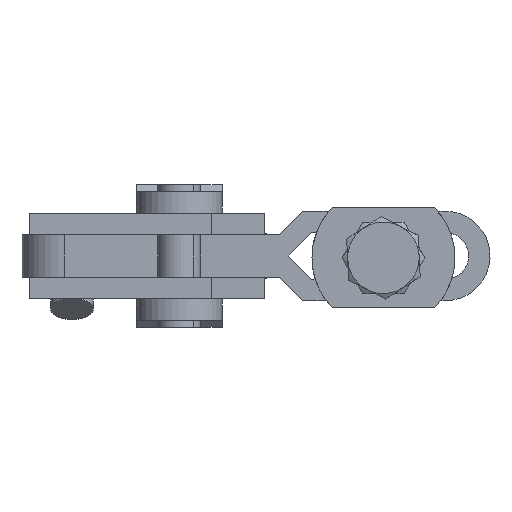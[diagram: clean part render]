
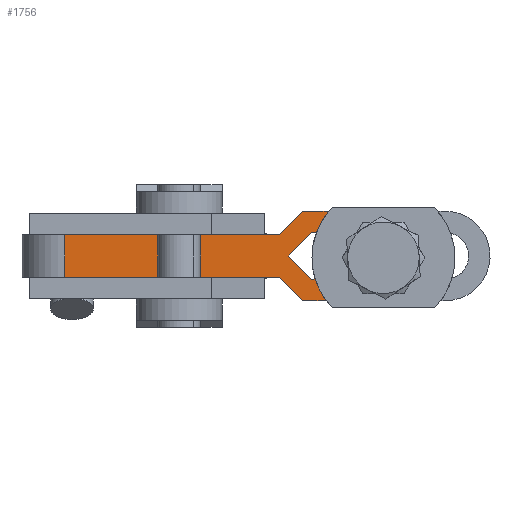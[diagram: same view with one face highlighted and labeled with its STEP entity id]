
A CAD part, front view. The second image highlights one B-rep face of the part: STEP entity #1756.
In plain terms, the highlighted planar face has unit normal (0, -1, 0).
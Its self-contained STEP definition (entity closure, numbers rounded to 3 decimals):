
#1621=AXIS2_PLACEMENT_3D('Plane Axis2P3D',#1618,#1619,#1620) ;
#1695=AXIS2_PLACEMENT_3D('Circle Axis2P3D',#1693,#1694,$) ;
#1730=AXIS2_PLACEMENT_3D('Circle Axis2P3D',#1728,#1729,$) ;
#41=CARTESIAN_POINT('Vertex',(-1072.77,528.514,-297.233)) ;
#103=CARTESIAN_POINT('Vertex',(-1065.559,528.514,-297.233)) ;
#424=CARTESIAN_POINT('Line Origine',(-1070.967,528.514,-297.233)) ;
#428=CARTESIAN_POINT('Vertex',(-1069.165,528.514,-297.233)) ;
#511=CARTESIAN_POINT('Line Origine',(-1061.362,528.514,-297.233)) ;
#515=CARTESIAN_POINT('Vertex',(-1057.165,528.514,-297.233)) ;
#555=CARTESIAN_POINT('Vertex',(-1085.165,528.514,-297.233)) ;
#558=CARTESIAN_POINT('Line Origine',(-1078.967,528.514,-297.233)) ;
#646=CARTESIAN_POINT('Line Origine',(-1056.161,528.514,-297.233)) ;
#650=CARTESIAN_POINT('Vertex',(-1055.157,528.514,-297.233)) ;
#686=CARTESIAN_POINT('Line Origine',(-1067.362,528.514,-297.233)) ;
#1618=CARTESIAN_POINT('Axis2P3D Location',(-1055.415,528.514,-293.983)) ;
#1623=CARTESIAN_POINT('Line Origine',(-1050.047,528.514,-293.983)) ;
#1627=CARTESIAN_POINT('Vertex',(-1051.907,528.514,-293.983)) ;
#1629=CARTESIAN_POINT('Vertex',(-1048.187,528.514,-293.983)) ;
#1632=CARTESIAN_POINT('Line Origine',(-1053.532,528.514,-295.608)) ;
#1637=CARTESIAN_POINT('Line Origine',(-1085.165,528.514,-300.233)) ;
#1641=CARTESIAN_POINT('Vertex',(-1085.165,528.514,-303.233)) ;
#1644=CARTESIAN_POINT('Line Origine',(-1078.967,528.514,-303.233)) ;
#1648=CARTESIAN_POINT('Vertex',(-1072.77,528.514,-303.233)) ;
#1651=CARTESIAN_POINT('Line Origine',(-1070.967,528.514,-303.233)) ;
#1655=CARTESIAN_POINT('Vertex',(-1069.165,528.514,-303.233)) ;
#1658=CARTESIAN_POINT('Line Origine',(-1067.362,528.514,-303.233)) ;
#1662=CARTESIAN_POINT('Vertex',(-1065.559,528.514,-303.233)) ;
#1665=CARTESIAN_POINT('Line Origine',(-1061.362,528.514,-303.233)) ;
#1669=CARTESIAN_POINT('Vertex',(-1057.165,528.514,-303.233)) ;
#1672=CARTESIAN_POINT('Line Origine',(-1056.161,528.514,-303.233)) ;
#1676=CARTESIAN_POINT('Vertex',(-1055.157,528.514,-303.233)) ;
#1679=CARTESIAN_POINT('Line Origine',(-1053.532,528.514,-304.858)) ;
#1683=CARTESIAN_POINT('Vertex',(-1051.907,528.514,-306.483)) ;
#1686=CARTESIAN_POINT('Line Origine',(-1050.247,528.514,-306.483)) ;
#1690=CARTESIAN_POINT('Vertex',(-1048.588,528.514,-306.483)) ;
#1693=CARTESIAN_POINT('Axis2P3D Location',(-1040.588,528.514,-300.483)) ;
#1697=CARTESIAN_POINT('Vertex',(-1050.127,528.514,-303.483)) ;
#1700=CARTESIAN_POINT('Line Origine',(-1050.396,528.514,-303.483)) ;
#1704=CARTESIAN_POINT('Vertex',(-1050.665,528.514,-303.483)) ;
#1707=CARTESIAN_POINT('Line Origine',(-1052.29,528.514,-301.858)) ;
#1711=CARTESIAN_POINT('Vertex',(-1053.915,528.514,-300.233)) ;
#1714=CARTESIAN_POINT('Line Origine',(-1052.29,528.514,-298.608)) ;
#1718=CARTESIAN_POINT('Vertex',(-1050.665,528.514,-296.983)) ;
#1721=CARTESIAN_POINT('Line Origine',(-1050.31,528.514,-296.983)) ;
#1725=CARTESIAN_POINT('Vertex',(-1049.955,528.514,-296.983)) ;
#1728=CARTESIAN_POINT('Axis2P3D Location',(-1040.588,528.514,-300.483)) ;
#425=DIRECTION('Vector Direction',(1.,0.,0.)) ;
#512=DIRECTION('Vector Direction',(1.,0.,0.)) ;
#559=DIRECTION('Vector Direction',(1.,0.,0.)) ;
#647=DIRECTION('Vector Direction',(1.,0.,0.)) ;
#687=DIRECTION('Vector Direction',(1.,0.,0.)) ;
#1619=DIRECTION('Axis2P3D Direction',(0.,1.,-0.)) ;
#1620=DIRECTION('Axis2P3D XDirection',(0.,0.,1.)) ;
#1624=DIRECTION('Vector Direction',(1.,0.,0.)) ;
#1633=DIRECTION('Vector Direction',(0.707,0.,0.707)) ;
#1638=DIRECTION('Vector Direction',(0.,0.,1.)) ;
#1645=DIRECTION('Vector Direction',(1.,0.,0.)) ;
#1652=DIRECTION('Vector Direction',(1.,0.,0.)) ;
#1659=DIRECTION('Vector Direction',(1.,0.,0.)) ;
#1666=DIRECTION('Vector Direction',(1.,0.,0.)) ;
#1673=DIRECTION('Vector Direction',(1.,0.,0.)) ;
#1680=DIRECTION('Vector Direction',(0.707,0.,-0.707)) ;
#1687=DIRECTION('Vector Direction',(1.,0.,0.)) ;
#1694=DIRECTION('Axis2P3D Direction',(0.,1.,-0.)) ;
#1701=DIRECTION('Vector Direction',(-1.,0.,0.)) ;
#1708=DIRECTION('Vector Direction',(-0.707,0.,0.707)) ;
#1715=DIRECTION('Vector Direction',(-0.707,0.,-0.707)) ;
#1722=DIRECTION('Vector Direction',(-1.,0.,0.)) ;
#1729=DIRECTION('Axis2P3D Direction',(0.,1.,-0.)) ;
#426=VECTOR('Line Direction',#425,1.) ;
#513=VECTOR('Line Direction',#512,1.) ;
#560=VECTOR('Line Direction',#559,1.) ;
#648=VECTOR('Line Direction',#647,1.) ;
#688=VECTOR('Line Direction',#687,1.) ;
#1625=VECTOR('Line Direction',#1624,1.) ;
#1634=VECTOR('Line Direction',#1633,1.) ;
#1639=VECTOR('Line Direction',#1638,1.) ;
#1646=VECTOR('Line Direction',#1645,1.) ;
#1653=VECTOR('Line Direction',#1652,1.) ;
#1660=VECTOR('Line Direction',#1659,1.) ;
#1667=VECTOR('Line Direction',#1666,1.) ;
#1674=VECTOR('Line Direction',#1673,1.) ;
#1681=VECTOR('Line Direction',#1680,1.) ;
#1688=VECTOR('Line Direction',#1687,1.) ;
#1702=VECTOR('Line Direction',#1701,1.) ;
#1709=VECTOR('Line Direction',#1708,1.) ;
#1716=VECTOR('Line Direction',#1715,1.) ;
#1723=VECTOR('Line Direction',#1722,1.) ;
#1734=ORIENTED_EDGE('',*,*,#1631,.F.) ;
#1735=ORIENTED_EDGE('',*,*,#1636,.F.) ;
#1736=ORIENTED_EDGE('',*,*,#652,.F.) ;
#1737=ORIENTED_EDGE('',*,*,#517,.F.) ;
#1738=ORIENTED_EDGE('',*,*,#690,.F.) ;
#1739=ORIENTED_EDGE('',*,*,#430,.F.) ;
#1740=ORIENTED_EDGE('',*,*,#562,.F.) ;
#1741=ORIENTED_EDGE('',*,*,#1643,.F.) ;
#1742=ORIENTED_EDGE('',*,*,#1650,.T.) ;
#1743=ORIENTED_EDGE('',*,*,#1657,.T.) ;
#1744=ORIENTED_EDGE('',*,*,#1664,.T.) ;
#1745=ORIENTED_EDGE('',*,*,#1671,.T.) ;
#1746=ORIENTED_EDGE('',*,*,#1678,.T.) ;
#1747=ORIENTED_EDGE('',*,*,#1685,.T.) ;
#1748=ORIENTED_EDGE('',*,*,#1692,.T.) ;
#1749=ORIENTED_EDGE('',*,*,#1699,.F.) ;
#1750=ORIENTED_EDGE('',*,*,#1706,.T.) ;
#1751=ORIENTED_EDGE('',*,*,#1713,.T.) ;
#1752=ORIENTED_EDGE('',*,*,#1720,.F.) ;
#1753=ORIENTED_EDGE('',*,*,#1727,.F.) ;
#1754=ORIENTED_EDGE('',*,*,#1732,.F.) ;
#1756=ADVANCED_FACE('VERTIKALSPANNER_TS_V_113_U_357845',(#1755),#1622,.F.) ;
#1696=CIRCLE('generated circle',#1695,10.) ;
#1731=CIRCLE('generated circle',#1730,10.) ;
#430=EDGE_CURVE('',#42,#429,#427,.T.) ;
#517=EDGE_CURVE('',#104,#516,#514,.T.) ;
#562=EDGE_CURVE('',#556,#42,#561,.T.) ;
#652=EDGE_CURVE('',#516,#651,#649,.T.) ;
#690=EDGE_CURVE('',#429,#104,#689,.T.) ;
#1631=EDGE_CURVE('',#1628,#1630,#1626,.T.) ;
#1636=EDGE_CURVE('',#651,#1628,#1635,.T.) ;
#1643=EDGE_CURVE('',#1642,#556,#1640,.T.) ;
#1650=EDGE_CURVE('',#1642,#1649,#1647,.T.) ;
#1657=EDGE_CURVE('',#1649,#1656,#1654,.T.) ;
#1664=EDGE_CURVE('',#1656,#1663,#1661,.T.) ;
#1671=EDGE_CURVE('',#1663,#1670,#1668,.T.) ;
#1678=EDGE_CURVE('',#1670,#1677,#1675,.T.) ;
#1685=EDGE_CURVE('',#1677,#1684,#1682,.T.) ;
#1692=EDGE_CURVE('',#1684,#1691,#1689,.T.) ;
#1699=EDGE_CURVE('',#1698,#1691,#1696,.F.) ;
#1706=EDGE_CURVE('',#1698,#1705,#1703,.T.) ;
#1713=EDGE_CURVE('',#1705,#1712,#1710,.T.) ;
#1720=EDGE_CURVE('',#1719,#1712,#1717,.T.) ;
#1727=EDGE_CURVE('',#1726,#1719,#1724,.T.) ;
#1732=EDGE_CURVE('',#1630,#1726,#1731,.F.) ;
#1733=EDGE_LOOP('',(#1734,#1735,#1736,#1737,#1738,#1739,#1740,#1741,#1742,#1743,#1744,#1745,#1746,#1747,#1748,#1749,#1750,#1751,#1752,#1753,#1754)) ;
#1755=FACE_OUTER_BOUND('',#1733,.T.) ;
#427=LINE('Line',#424,#426) ;
#514=LINE('Line',#511,#513) ;
#561=LINE('Line',#558,#560) ;
#649=LINE('Line',#646,#648) ;
#689=LINE('Line',#686,#688) ;
#1626=LINE('Line',#1623,#1625) ;
#1635=LINE('Line',#1632,#1634) ;
#1640=LINE('Line',#1637,#1639) ;
#1647=LINE('Line',#1644,#1646) ;
#1654=LINE('Line',#1651,#1653) ;
#1661=LINE('Line',#1658,#1660) ;
#1668=LINE('Line',#1665,#1667) ;
#1675=LINE('Line',#1672,#1674) ;
#1682=LINE('Line',#1679,#1681) ;
#1689=LINE('Line',#1686,#1688) ;
#1703=LINE('Line',#1700,#1702) ;
#1710=LINE('Line',#1707,#1709) ;
#1717=LINE('Line',#1714,#1716) ;
#1724=LINE('Line',#1721,#1723) ;
#1622=PLANE('Plane',#1621) ;
#42=VERTEX_POINT('',#41) ;
#104=VERTEX_POINT('',#103) ;
#429=VERTEX_POINT('',#428) ;
#516=VERTEX_POINT('',#515) ;
#556=VERTEX_POINT('',#555) ;
#651=VERTEX_POINT('',#650) ;
#1628=VERTEX_POINT('',#1627) ;
#1630=VERTEX_POINT('',#1629) ;
#1642=VERTEX_POINT('',#1641) ;
#1649=VERTEX_POINT('',#1648) ;
#1656=VERTEX_POINT('',#1655) ;
#1663=VERTEX_POINT('',#1662) ;
#1670=VERTEX_POINT('',#1669) ;
#1677=VERTEX_POINT('',#1676) ;
#1684=VERTEX_POINT('',#1683) ;
#1691=VERTEX_POINT('',#1690) ;
#1698=VERTEX_POINT('',#1697) ;
#1705=VERTEX_POINT('',#1704) ;
#1712=VERTEX_POINT('',#1711) ;
#1719=VERTEX_POINT('',#1718) ;
#1726=VERTEX_POINT('',#1725) ;
